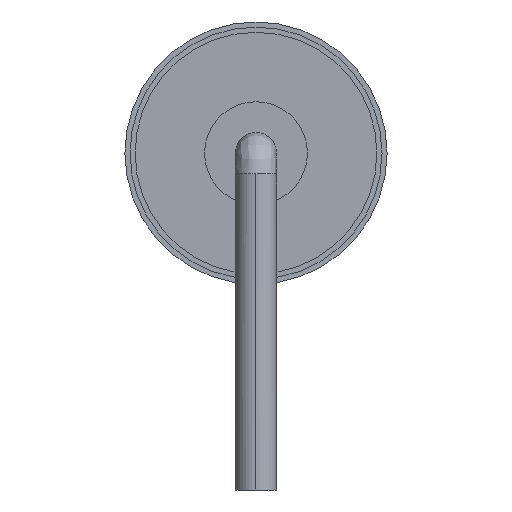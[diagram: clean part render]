
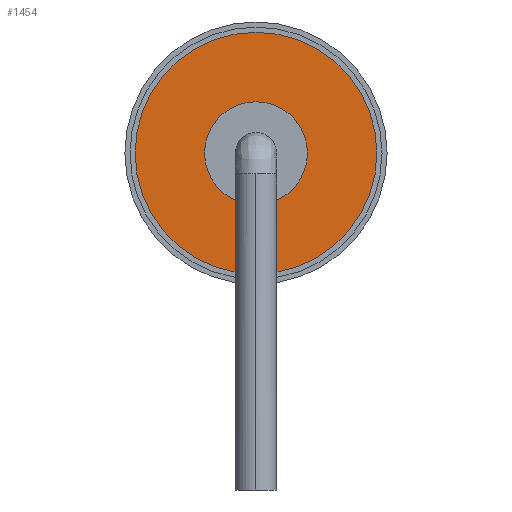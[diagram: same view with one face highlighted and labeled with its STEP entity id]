
A CAD part, left-side view. The second image highlights one B-rep face of the part: STEP entity #1454.
In plain terms, the highlighted planar face has unit normal (-1, 0, 0).
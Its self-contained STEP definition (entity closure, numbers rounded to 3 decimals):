
#2 = EDGE_LOOP ( 'NONE', ( #1186, #1862 ) ) ;
#58 = CARTESIAN_POINT ( 'NONE',  ( -3.85, 0., 1.807 ) ) ;
#84 = CARTESIAN_POINT ( 'NONE',  ( -3.85, 0., 0.457 ) ) ;
#121 = CARTESIAN_POINT ( 'NONE',  ( -3.85, 0., 2.807 ) ) ;
#129 = DIRECTION ( 'NONE',  ( 1., 0., 0. ) ) ;
#151 = DIRECTION ( 'NONE',  ( 1., 0., 0. ) ) ;
#259 = EDGE_CURVE ( 'NONE', #333, #624, #378, .T. ) ;
#273 = CARTESIAN_POINT ( 'NONE',  ( -3.85, 0., 3.807 ) ) ;
#333 = VERTEX_POINT ( 'NONE', #58 ) ;
#377 = DIRECTION ( 'NONE',  ( 0., 0., 1. ) ) ;
#378 = CIRCLE ( 'NONE', #449, 1. ) ;
#413 = EDGE_CURVE ( 'NONE', #953, #819, #1838, .T. ) ;
#449 = AXIS2_PLACEMENT_3D ( 'NONE', #869, #1356, #377 ) ;
#462 = DIRECTION ( 'NONE',  ( 0., 0., 1. ) ) ;
#483 = DIRECTION ( 'NONE',  ( 0., 0., 1. ) ) ;
#489 = DIRECTION ( 'NONE',  ( 0., 0., 1. ) ) ;
#607 = FACE_OUTER_BOUND ( 'NONE', #1505, .T. ) ;
#624 = VERTEX_POINT ( 'NONE', #273 ) ;
#783 = DIRECTION ( 'NONE',  ( 1., 0., 0. ) ) ;
#819 = VERTEX_POINT ( 'NONE', #84 ) ;
#869 = CARTESIAN_POINT ( 'NONE',  ( -3.85, 0., 2.807 ) ) ;
#928 = AXIS2_PLACEMENT_3D ( 'NONE', #121, #783, #489 ) ;
#953 = VERTEX_POINT ( 'NONE', #1195 ) ;
#977 = CARTESIAN_POINT ( 'NONE',  ( -3.85, 0., 2.807 ) ) ;
#1033 = ORIENTED_EDGE ( 'NONE', *, *, #413, .F. ) ;
#1073 = AXIS2_PLACEMENT_3D ( 'NONE', #1596, #1261, #462 ) ;
#1186 = ORIENTED_EDGE ( 'NONE', *, *, #1962, .T. ) ;
#1195 = CARTESIAN_POINT ( 'NONE',  ( -3.85, 0., 5.157 ) ) ;
#1230 = ORIENTED_EDGE ( 'NONE', *, *, #1426, .F. ) ;
#1261 = DIRECTION ( 'NONE',  ( -1., 0., 0. ) ) ;
#1356 = DIRECTION ( 'NONE',  ( 1., 0., 0. ) ) ;
#1426 = EDGE_CURVE ( 'NONE', #819, #953, #1847, .T. ) ;
#1454 = ADVANCED_FACE ( 'NONE', ( #1923, #607 ), #1764, .T. ) ;
#1463 = DIRECTION ( 'NONE',  ( 0., 0., 1. ) ) ;
#1505 = EDGE_LOOP ( 'NONE', ( #1033, #1230 ) ) ;
#1574 = AXIS2_PLACEMENT_3D ( 'NONE', #2073, #129, #483 ) ;
#1596 = CARTESIAN_POINT ( 'NONE',  ( -3.85, 0., 3.982 ) ) ;
#1764 = PLANE ( 'NONE',  #1073 ) ;
#1838 = CIRCLE ( 'NONE', #928, 2.35 ) ;
#1847 = CIRCLE ( 'NONE', #1574, 2.35 ) ;
#1862 = ORIENTED_EDGE ( 'NONE', *, *, #259, .T. ) ;
#1918 = CIRCLE ( 'NONE', #2102, 1. ) ;
#1923 = FACE_BOUND ( 'NONE', #2, .T. ) ;
#1962 = EDGE_CURVE ( 'NONE', #624, #333, #1918, .T. ) ;
#2073 = CARTESIAN_POINT ( 'NONE',  ( -3.85, 0., 2.807 ) ) ;
#2102 = AXIS2_PLACEMENT_3D ( 'NONE', #977, #151, #1463 ) ;
